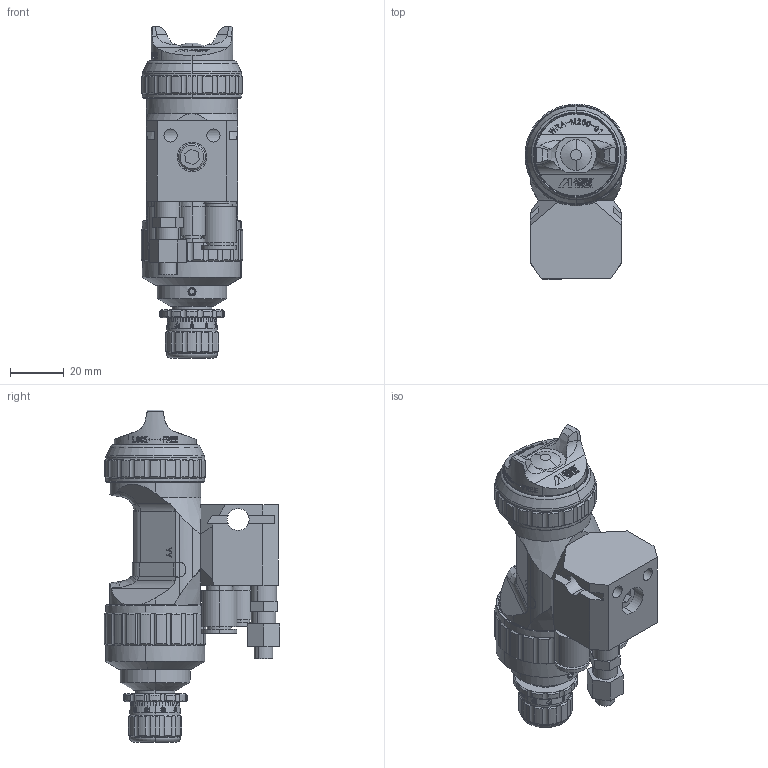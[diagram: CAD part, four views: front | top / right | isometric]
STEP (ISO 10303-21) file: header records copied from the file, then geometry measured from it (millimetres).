
FILE_DESCRIPTION (( 'STEP AP203' ), '1' );
FILE_NAME ('WRA-M200-1201__Auto gun_お客様提出用.STEP', '2021-05-24T03:01:01', ( '' ), ( '' ), 'SwSTEP 2.0', 'SolidWorks 2019', '' );
FILE_SCHEMA (( 'CONFIG_CONTROL_DESIGN' ));
Length unit declared in the file: millimetre
Products named in the file (35): 04966400_チップパッキン; WRA-M200-1201__Auto gun_お客様提出用; MCA-001-060_Packing cover assy; MCA-001-018_Piston cover; MCA-001-072_Paint adj knob5; 06995986_Oring(sm-5); AMB-131-804_Plug; Body ASSY_お客様提出用; C4N6x4-PT18-ST; MCA-001-045_Cap packing1; Auto gun assy_お客様提出用; 06990425_Hex hole plug_R1-8; MCA-001-073_Jam nut4; _お客様提出用Manifold assy; 06367030_Hex hole screw_M3L3; Paint adj assy丂偍媞條採弌梡; 03018100_塗料プラグ; 06598155_Parallel pin A-d2L8; 06997012_sm-4-フッ素ゴム; MCA-001-015_Cap cover; 06597405_Parallel pin_冇2.5L10 A SUS; MCA-001-071_Cover4; 06350625_Hex hole bolt M6L25; キャップ_お客様提出用; MCA-001-061_Packing cover; Body_お客様提出用; MCA-001-080_六角穴付皿ボルト_M3x6; Air cap assy_お客様提出用; 06995981_Oring(SM-6); KQ2S06-01NS_Hexagon socket head male connector; Manifold_お客様提出用; 53004720_Body011; 06996123_O嵋詭; AMB-131-803_Plug packing; KQ2S08-01NS_Hexagon socket head male connector
Assembly tree (37 placements, depth 4):
  WRA-M200-1201__Auto gun_お客様提出用
    Auto gun assy_お客様提出用
      Body ASSY_お客様提出用
        Body_お客様提出用
      Air cap assy_お客様提出用
        キャップ_お客様提出用
        MCA-001-015_Cap cover
        MCA-001-045_Cap packing1
      06997012_sm-4-フッ素ゴム
      06995986_Oring(sm-5)
      06995981_Oring(SM-6)  x2
      MCA-001-060_Packing cover assy
        MCA-001-061_Packing cover
        06598155_Parallel pin A-d2L8
      Paint adj assy丂偍媞條採弌梡
        06367030_Hex hole screw_M3L3
        04966400_チップパッキン
        MCA-001-071_Cover4
        MCA-001-073_Jam nut4
        MCA-001-072_Paint adj knob5
        MCA-001-080_六角穴付皿ボルト_M3x6
      MCA-001-018_Piston cover
      53004720_Body011
      AMB-131-803_Plug packing
      03018100_塗料プラグ
        06996123_O嵋詭
        AMB-131-804_Plug
    _お客様提出用Manifold assy
      Manifold_お客様提出用
      C4N6x4-PT18-ST
      06990425_Hex hole plug_R1-8
      06597405_Parallel pin_冇2.5L10 A SUS  x2
      KQ2S08-01NS_Hexagon socket head male connector  x2
      KQ2S06-01NS_Hexagon socket head male connector
    06350625_Hex hole bolt M6L25
Bounding box: 37.99 x 65.55 x 124 mm (x, y, z)
Volume: 125764.8 mm3; surface area: 68270.3 mm2
Topology: 29 solids, 33 shells, 2986 faces, 7857 edges, 5089 vertices
Faces by surface type: plane 1396, bspline 654, cylinder 555, cone 335, torus 40, sphere 6
Entity records: 116931 total; most frequent: CARTESIAN_POINT 45438, ORIENTED_EDGE 15504, DIRECTION 11614, EDGE_CURVE 7757, VERTEX_POINT 5044, VECTOR 4224, LINE 4224, AXIS2_PLACEMENT_3D 3695
